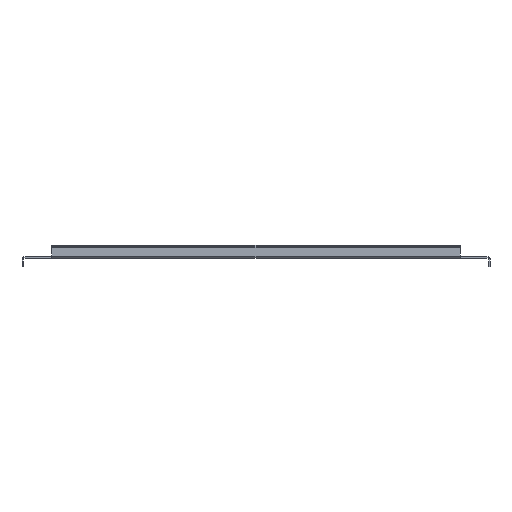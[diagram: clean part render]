
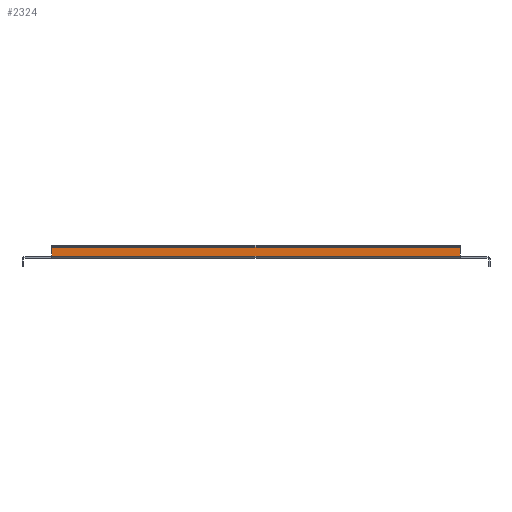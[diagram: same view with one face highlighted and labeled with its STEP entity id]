
A CAD part, front view. The second image highlights one B-rep face of the part: STEP entity #2324.
In plain terms, the highlighted planar face has unit normal (0, -1, 0).
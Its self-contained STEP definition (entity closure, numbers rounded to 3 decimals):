
#206 = VERTEX_POINT ( 'NONE', #1136 ) ;
#297 = DIRECTION ( 'NONE',  ( -1., 0., 0. ) ) ;
#299 = VERTEX_POINT ( 'NONE', #708 ) ;
#350 = DIRECTION ( 'NONE',  ( 0., 0., 1. ) ) ;
#549 = EDGE_CURVE ( 'NONE', #1510, #299, #854, .T. ) ;
#553 = FACE_OUTER_BOUND ( 'NONE', #784, .T. ) ;
#558 = ORIENTED_EDGE ( 'NONE', *, *, #1019, .T. ) ;
#708 = CARTESIAN_POINT ( 'NONE',  ( 45., -3.5, 1. ) ) ;
#740 = DIRECTION ( 'NONE',  ( 0., 0., 1. ) ) ;
#775 = VECTOR ( 'NONE', #1630, 1000. ) ;
#784 = EDGE_LOOP ( 'NONE', ( #558, #1423, #1735, #1740 ) ) ;
#854 = LINE ( 'NONE', #1907, #775 ) ;
#943 = CARTESIAN_POINT ( 'NONE',  ( 665., -3.5, 0. ) ) ;
#1019 = EDGE_CURVE ( 'NONE', #1426, #206, #1318, .T. ) ;
#1136 = CARTESIAN_POINT ( 'NONE',  ( 45., -3.5, 14.5 ) ) ;
#1148 = EDGE_CURVE ( 'NONE', #1510, #1426, #2205, .T. ) ;
#1318 = LINE ( 'NONE', #2119, #1826 ) ;
#1328 = PLANE ( 'NONE',  #2102 ) ;
#1423 = ORIENTED_EDGE ( 'NONE', *, *, #2307, .T. ) ;
#1426 = VERTEX_POINT ( 'NONE', #2184 ) ;
#1510 = VERTEX_POINT ( 'NONE', #2240 ) ;
#1630 = DIRECTION ( 'NONE',  ( -1., 0., 0. ) ) ;
#1735 = ORIENTED_EDGE ( 'NONE', *, *, #549, .F. ) ;
#1740 = ORIENTED_EDGE ( 'NONE', *, *, #1148, .T. ) ;
#1804 = DIRECTION ( 'NONE',  ( 0., 1., 0. ) ) ;
#1826 = VECTOR ( 'NONE', #297, 1000. ) ;
#1828 = VECTOR ( 'NONE', #740, 1000. ) ;
#1907 = CARTESIAN_POINT ( 'NONE',  ( 45., -3.5, 1. ) ) ;
#2025 = DIRECTION ( 'NONE',  ( 0., 0., -1. ) ) ;
#2102 = AXIS2_PLACEMENT_3D ( 'NONE', #2216, #1804, #350 ) ;
#2119 = CARTESIAN_POINT ( 'NONE',  ( 665., -3.5, 14.5 ) ) ;
#2184 = CARTESIAN_POINT ( 'NONE',  ( 665., -3.5, 14.5 ) ) ;
#2205 = LINE ( 'NONE', #943, #1828 ) ;
#2216 = CARTESIAN_POINT ( 'NONE',  ( 0., -3.5, 0. ) ) ;
#2240 = CARTESIAN_POINT ( 'NONE',  ( 665., -3.5, 1. ) ) ;
#2307 = EDGE_CURVE ( 'NONE', #206, #299, #2419, .T. ) ;
#2324 = ADVANCED_FACE ( 'NONE', ( #553 ), #1328, .F. ) ;
#2419 = LINE ( 'NONE', #2650, #2581 ) ;
#2581 = VECTOR ( 'NONE', #2025, 1000. ) ;
#2650 = CARTESIAN_POINT ( 'NONE',  ( 45., -3.5, 0. ) ) ;
